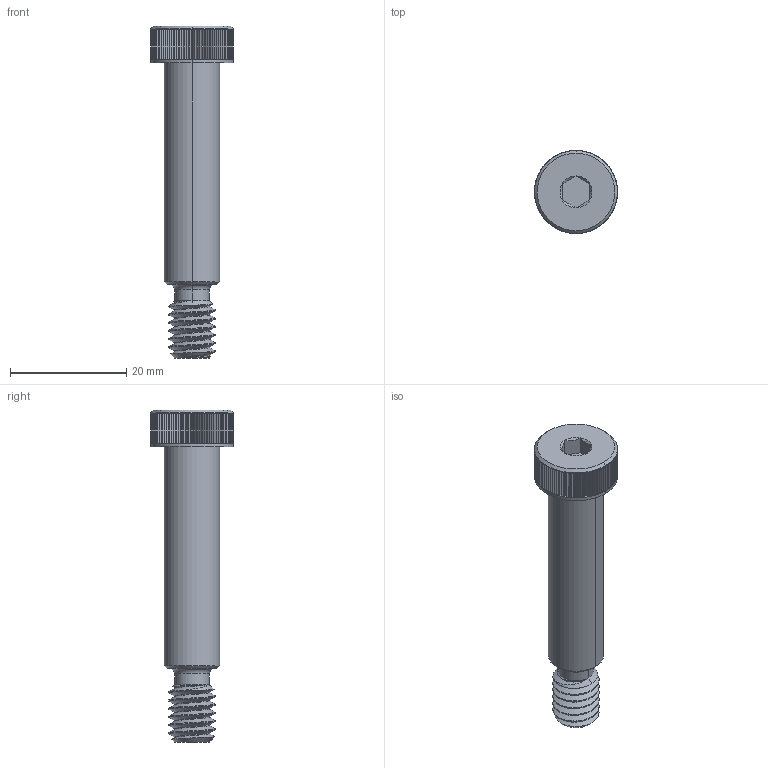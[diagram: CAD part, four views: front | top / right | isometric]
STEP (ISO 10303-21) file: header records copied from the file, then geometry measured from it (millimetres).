
FILE_DESCRIPTION (( 'STEP AP203' ), '1' );
FILE_NAME ('91259A628.STEP', '2018-01-19T22:06:16', ( '' ), ( '' ), 'SwSTEP 2.0', 'SolidWorks 2014', '' );
FILE_SCHEMA (( 'CONFIG_CONTROL_DESIGN' ));
Length unit declared in the file: inch
Products named in the file (1): 91259A628
Bounding box: 14.29 x 14.29 x 57.15 mm (x, y, z)
Volume: 4080.4 mm3; surface area: 2423.8 mm2
Topology: 1 solids, 1 shells, 446 faces, 1009 edges, 666 vertices
Faces by surface type: plane 407, cylinder 18, cone 16, bspline 3, torus 2
Entity records: 13977 total; most frequent: CARTESIAN_POINT 3744, DIRECTION 2083, ORIENTED_EDGE 2018, EDGE_CURVE 1009, LINE 733, VECTOR 733, AXIS2_PLACEMENT_3D 675, VERTEX_POINT 666
